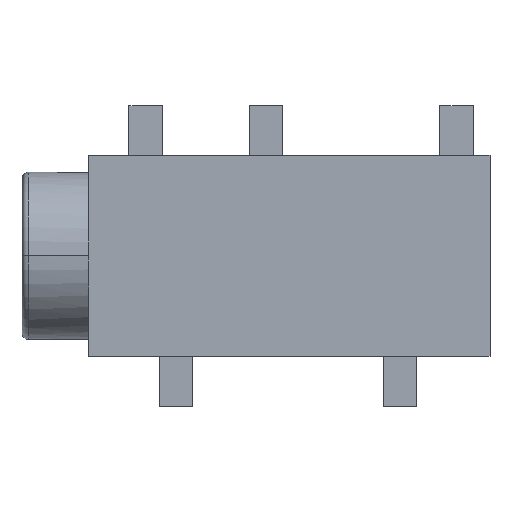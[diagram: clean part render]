
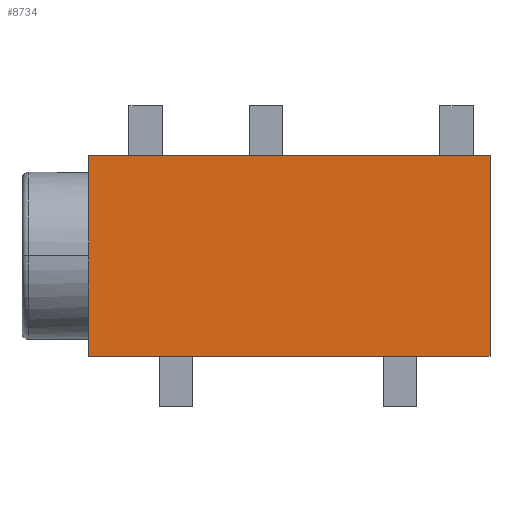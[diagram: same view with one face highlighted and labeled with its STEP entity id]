
A CAD part, top view. The second image highlights one B-rep face of the part: STEP entity #8734.
In plain terms, the highlighted planar face has unit normal (0, 0, 1).
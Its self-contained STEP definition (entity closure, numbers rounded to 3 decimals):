
#142 = VERTEX_POINT ( 'NONE', #1898 ) ;
#479 = FACE_OUTER_BOUND ( 'NONE', #3311, .T. ) ;
#565 = CARTESIAN_POINT ( 'NONE',  ( -0.6, -3., 4.41 ) ) ;
#590 = VECTOR ( 'NONE', #11126, 1000. ) ;
#667 = CARTESIAN_POINT ( 'NONE',  ( -0.6, 3., 4.41 ) ) ;
#851 = VERTEX_POINT ( 'NONE', #13072 ) ;
#1130 = DIRECTION ( 'NONE',  ( 0., -1., 0. ) ) ;
#1376 = VERTEX_POINT ( 'NONE', #5078 ) ;
#1403 = DIRECTION ( 'NONE',  ( 0., -1., 0. ) ) ;
#1659 = CARTESIAN_POINT ( 'NONE',  ( -0.6, 3., 4.41 ) ) ;
#1706 = ORIENTED_EDGE ( 'NONE', *, *, #2496, .T. ) ;
#1898 = CARTESIAN_POINT ( 'NONE',  ( 11.4, 3., 4.41 ) ) ;
#2496 = EDGE_CURVE ( 'NONE', #142, #9028, #5064, .T. ) ;
#2546 = CARTESIAN_POINT ( 'NONE',  ( -0.6, -3., 4.41 ) ) ;
#3016 = DIRECTION ( 'NONE',  ( -1., 0., 0. ) ) ;
#3166 = VECTOR ( 'NONE', #1130, 1000. ) ;
#3311 = EDGE_LOOP ( 'NONE', ( #7164, #9487, #8964, #5303, #9705, #1706 ) ) ;
#3434 = EDGE_CURVE ( 'NONE', #12596, #851, #3646, .T. ) ;
#3646 = LINE ( 'NONE', #565, #13483 ) ;
#3678 = CARTESIAN_POINT ( 'NONE',  ( -0.6, 3., 4.41 ) ) ;
#3689 = VERTEX_POINT ( 'NONE', #10055 ) ;
#4851 = PLANE ( 'NONE',  #8591 ) ;
#5064 = LINE ( 'NONE', #9258, #5227 ) ;
#5078 = CARTESIAN_POINT ( 'NONE',  ( -0.6, 1.187, 4.41 ) ) ;
#5227 = VECTOR ( 'NONE', #3016, 1000. ) ;
#5303 = ORIENTED_EDGE ( 'NONE', *, *, #3434, .T. ) ;
#5411 = LINE ( 'NONE', #10612, #3166 ) ;
#5957 = LINE ( 'NONE', #1659, #12097 ) ;
#6142 = EDGE_CURVE ( 'NONE', #3689, #12596, #5411, .T. ) ;
#6149 = DIRECTION ( 'NONE',  ( 1., 0., 0. ) ) ;
#6231 = EDGE_CURVE ( 'NONE', #9028, #1376, #11767, .T. ) ;
#6849 = EDGE_CURVE ( 'NONE', #851, #142, #13077, .T. ) ;
#7164 = ORIENTED_EDGE ( 'NONE', *, *, #6231, .T. ) ;
#8591 = AXIS2_PLACEMENT_3D ( 'NONE', #12436, #10140, #6149 ) ;
#8734 = ADVANCED_FACE ( 'NONE', ( #479 ), #4851, .T. ) ;
#8918 = DIRECTION ( 'NONE',  ( 1., 0., 0. ) ) ;
#8964 = ORIENTED_EDGE ( 'NONE', *, *, #6142, .T. ) ;
#9028 = VERTEX_POINT ( 'NONE', #667 ) ;
#9258 = CARTESIAN_POINT ( 'NONE',  ( -0.6, 3., 4.41 ) ) ;
#9487 = ORIENTED_EDGE ( 'NONE', *, *, #10184, .T. ) ;
#9705 = ORIENTED_EDGE ( 'NONE', *, *, #6849, .T. ) ;
#9883 = DIRECTION ( 'NONE',  ( 0., -1., 0. ) ) ;
#10055 = CARTESIAN_POINT ( 'NONE',  ( -0.6, -1.187, 4.41 ) ) ;
#10140 = DIRECTION ( 'NONE',  ( 0., 0., 1. ) ) ;
#10184 = EDGE_CURVE ( 'NONE', #1376, #3689, #5957, .T. ) ;
#10612 = CARTESIAN_POINT ( 'NONE',  ( -0.6, 3., 4.41 ) ) ;
#11126 = DIRECTION ( 'NONE',  ( 0., 1., 0. ) ) ;
#11767 = LINE ( 'NONE', #3678, #13004 ) ;
#11926 = CARTESIAN_POINT ( 'NONE',  ( 11.4, 3., 4.41 ) ) ;
#12097 = VECTOR ( 'NONE', #9883, 1000. ) ;
#12436 = CARTESIAN_POINT ( 'NONE',  ( 0., 0., 4.41 ) ) ;
#12596 = VERTEX_POINT ( 'NONE', #2546 ) ;
#13004 = VECTOR ( 'NONE', #1403, 1000. ) ;
#13072 = CARTESIAN_POINT ( 'NONE',  ( 11.4, -3., 4.41 ) ) ;
#13077 = LINE ( 'NONE', #11926, #590 ) ;
#13483 = VECTOR ( 'NONE', #8918, 1000. ) ;
